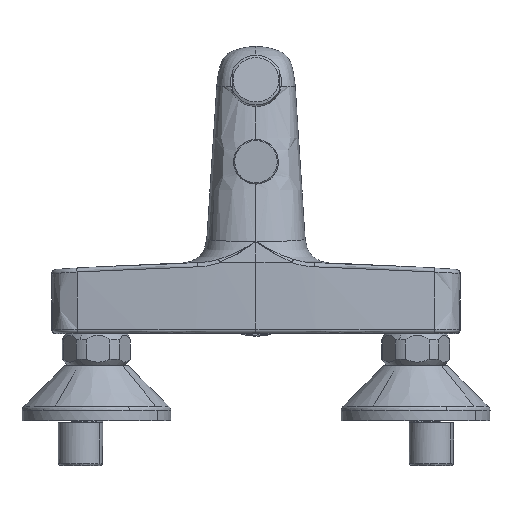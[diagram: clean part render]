
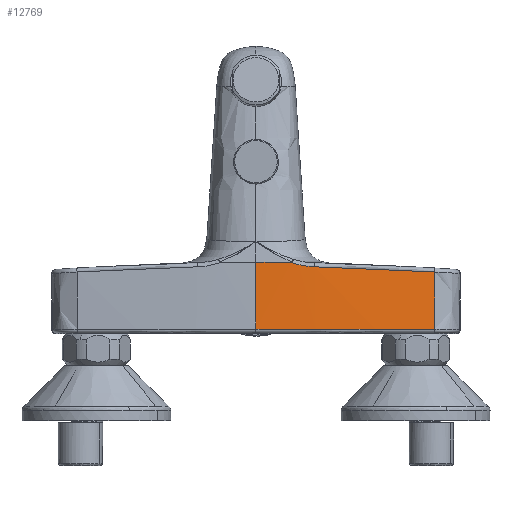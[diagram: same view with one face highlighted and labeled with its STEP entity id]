
A CAD part, front view. The second image highlights one B-rep face of the part: STEP entity #12769.
In plain terms, the highlighted conical face has half-angle 3.56 degrees and reference radius 871.868 mm.
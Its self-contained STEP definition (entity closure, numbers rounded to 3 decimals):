
#366 = DIRECTION ( 'NONE',  ( 0., 1., 0. ) ) ;
#977 = VERTEX_POINT ( 'NONE', #23557 ) ;
#1241 = EDGE_CURVE ( 'NONE', #35308, #38766, #15166, .T. ) ;
#1338 = VERTEX_POINT ( 'NONE', #29075 ) ;
#2048 = EDGE_CURVE ( 'NONE', #977, #12451, #5919, .T. ) ;
#2396 = CARTESIAN_POINT ( 'NONE',  ( 27.623, -20.172, 77.433 ) ) ;
#2553 = CARTESIAN_POINT ( 'NONE',  ( 22.017, -20.282, 78.03 ) ) ;
#3129 = B_SPLINE_CURVE_WITH_KNOTS ( 'NONE', 3,
 ( #17337, #20978, #6446, #31684 ),
 .UNSPECIFIED., .F., .F.,
 ( 4, 4 ),
 ( 0., 1. ),
 .UNSPECIFIED. ) ;
#4034 = CARTESIAN_POINT ( 'NONE',  ( 0., -21.067, 69.091 ) ) ;
#4989 = ORIENTED_EDGE ( 'NONE', *, *, #8836, .T. ) ;
#5586 = ORIENTED_EDGE ( 'NONE', *, *, #1241, .T. ) ;
#5919 = CIRCLE ( 'NONE', #19694, 871.868 ) ;
#6125 = ORIENTED_EDGE ( 'NONE', *, *, #23783, .T. ) ;
#6204 = CARTESIAN_POINT ( 'NONE',  ( 20.222, -20.302, 78.372 ) ) ;
#6445 = EDGE_CURVE ( 'NONE', #1338, #22144, #37340, .T. ) ;
#6446 = CARTESIAN_POINT ( 'NONE',  ( 84.002, -17.944, 57.124 ) ) ;
#6721 = ORIENTED_EDGE ( 'NONE', *, *, #2048, .F. ) ;
#7699 = ORIENTED_EDGE ( 'NONE', *, *, #27203, .F. ) ;
#8334 = ORIENTED_EDGE ( 'NONE', *, *, #6445, .T. ) ;
#8836 = EDGE_CURVE ( 'NONE', #22144, #35308, #28081, .T. ) ;
#9120 = DIRECTION ( 'NONE',  ( 1., 0., 0. ) ) ;
#9285 = DIRECTION ( 'NONE',  ( 0., 0., -1. ) ) ;
#9595 = CARTESIAN_POINT ( 'NONE',  ( 1.981, 849.498, 48.174 ) ) ;
#9866 = CARTESIAN_POINT ( 'NONE',  ( 16.505, -20.301, 79.48 ) ) ;
#11458 = CARTESIAN_POINT ( 'NONE',  ( 0., -20.416, 79.55 ) ) ;
#11778 = CARTESIAN_POINT ( 'NONE',  ( 5.501, -20.428, 79.563 ) ) ;
#12451 = VERTEX_POINT ( 'NONE', #34399 ) ;
#12769 = ADVANCED_FACE ( 'NONE', ( #34203 ), #33988, .T. ) ;
#13422 = CARTESIAN_POINT ( 'NONE',  ( 25.309, -20.231, 77.541 ) ) ;
#14900 = CARTESIAN_POINT ( 'NONE',  ( 1.981, 849.498, 48.174 ) ) ;
#15078 = CARTESIAN_POINT ( 'NONE',  ( 0., -22.368, 48.174 ) ) ;
#15166 = B_SPLINE_CURVE_WITH_KNOTS ( 'NONE', 3,
 ( #43853, #18508, #11778, #11458 ),
 .UNSPECIFIED., .F., .F.,
 ( 4, 4 ),
 ( 0., 1. ),
 .UNSPECIFIED. ) ;
#16229 = EDGE_LOOP ( 'NONE', ( #4989, #5586, #6125, #6721, #7699, #8334 ) ) ;
#16671 = CARTESIAN_POINT ( 'NONE',  ( 0., -20.416, 79.55 ) ) ;
#17098 = CARTESIAN_POINT ( 'NONE',  ( 22.824, -20.272, 77.885 ) ) ;
#17337 = CARTESIAN_POINT ( 'NONE',  ( 84.091, -16.817, 75.023 ) ) ;
#18508 = CARTESIAN_POINT ( 'NONE',  ( 11.003, -20.389, 79.54 ) ) ;
#19193 = B_SPLINE_CURVE_WITH_KNOTS ( 'NONE', 3,
 ( #25741, #4034, #36404, #15078 ),
 .UNSPECIFIED., .F., .F.,
 ( 4, 4 ),
 ( 0., 1. ),
 .UNSPECIFIED. ) ;
#19694 = AXIS2_PLACEMENT_3D ( 'NONE', #9595, #9285, #9120 ) ;
#20737 = CARTESIAN_POINT ( 'NONE',  ( 22.197, -20.28, 77.997 ) ) ;
#20906 = CARTESIAN_POINT ( 'NONE',  ( 16.505, -20.301, 79.48 ) ) ;
#20978 = CARTESIAN_POINT ( 'NONE',  ( 84.051, -17.38, 66.073 ) ) ;
#22144 = VERTEX_POINT ( 'NONE', #37588 ) ;
#23557 = CARTESIAN_POINT ( 'NONE',  ( 83.945, -18.509, 48.174 ) ) ;
#23783 = EDGE_CURVE ( 'NONE', #38766, #12451, #19193, .T. ) ;
#24302 = CARTESIAN_POINT ( 'NONE',  ( 22.047, -20.282, 78.025 ) ) ;
#25741 = CARTESIAN_POINT ( 'NONE',  ( 0., -20.416, 79.55 ) ) ;
#27203 = EDGE_CURVE ( 'NONE', #1338, #977, #3129, .T. ) ;
#27856 = CARTESIAN_POINT ( 'NONE',  ( 22.001, -20.282, 78.033 ) ) ;
#28081 = B_SPLINE_CURVE_WITH_KNOTS ( 'NONE', 3,
 ( #2396, #31293, #13422, #38334, #17098, #41887, #20737, #45437, #24302, #2553, #27856, #6204, #31439, #9866 ),
 .UNSPECIFIED., .F., .F.,
 ( 4, 1, 1, 1, 1, 1, 1, 2, 2, 4 ),
 ( 0., 0.25, 0.375, 0.437, 0.469, 0.484, 0.492, 0.496, 0.5, 1. ),
 .UNSPECIFIED. ) ;
#28461 = AXIS2_PLACEMENT_3D ( 'NONE', #14900, #43293, #366 ) ;
#29075 = CARTESIAN_POINT ( 'NONE',  ( 84.091, -16.817, 75.023 ) ) ;
#31293 = CARTESIAN_POINT ( 'NONE',  ( 26.703, -20.198, 77.452 ) ) ;
#31439 = CARTESIAN_POINT ( 'NONE',  ( 18.395, -20.309, 78.853 ) ) ;
#31684 = CARTESIAN_POINT ( 'NONE',  ( 83.945, -18.509, 48.174 ) ) ;
#33988 = CONICAL_SURFACE ( 'NONE', #28461, 871.868, 0.062 ) ;
#34203 = FACE_OUTER_BOUND ( 'NONE', #16229, .T. ) ;
#34399 = CARTESIAN_POINT ( 'NONE',  ( 0., -22.368, 48.174 ) ) ;
#34583 = CARTESIAN_POINT ( 'NONE',  ( 27.623, -20.172, 77.433 ) ) ;
#34634 = CARTESIAN_POINT ( 'NONE',  ( 46.447, -19.64, 77.059 ) ) ;
#35308 = VERTEX_POINT ( 'NONE', #20906 ) ;
#35665 = CARTESIAN_POINT ( 'NONE',  ( 65.281, -18.523, 76.256 ) ) ;
#35915 = CARTESIAN_POINT ( 'NONE',  ( 84.091, -16.817, 75.023 ) ) ;
#36404 = CARTESIAN_POINT ( 'NONE',  ( 0., -21.717, 58.633 ) ) ;
#37340 = B_SPLINE_CURVE_WITH_KNOTS ( 'NONE', 3,
 ( #35915, #35665, #34634, #34583 ),
 .UNSPECIFIED., .F., .F.,
 ( 4, 4 ),
 ( 0., 1. ),
 .UNSPECIFIED. ) ;
#37588 = CARTESIAN_POINT ( 'NONE',  ( 27.623, -20.172, 77.433 ) ) ;
#38334 = CARTESIAN_POINT ( 'NONE',  ( 23.657, -20.26, 77.752 ) ) ;
#38766 = VERTEX_POINT ( 'NONE', #16671 ) ;
#41887 = CARTESIAN_POINT ( 'NONE',  ( 22.406, -20.277, 77.958 ) ) ;
#43293 = DIRECTION ( 'NONE',  ( 0., 0., -1. ) ) ;
#43853 = CARTESIAN_POINT ( 'NONE',  ( 16.505, -20.301, 79.48 ) ) ;
#45437 = CARTESIAN_POINT ( 'NONE',  ( 22.092, -20.281, 78.016 ) ) ;
